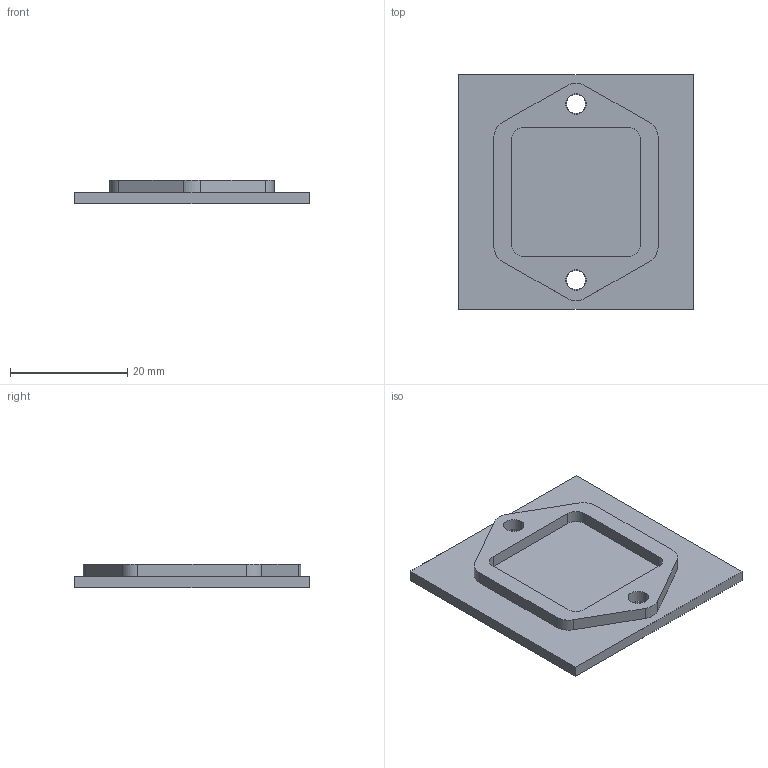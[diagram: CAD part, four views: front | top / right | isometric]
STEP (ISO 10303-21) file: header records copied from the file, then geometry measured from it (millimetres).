
FILE_DESCRIPTION(('CATIA V5 STEP Exchange','CAx-IF Rec.Pracs.--- Model Styling and Organization---1.4--- 2014-01-23'),'2;1');
FILE_NAME ('13303336_3_9457300000_9457300000.stp','2019-07-25T14:55:34+00:00',('none'),('Weidmueller'),'CATIA Version 5-6 Release 2016 SP3 HF44','CATIA V5 STEP AP214','none');
FILE_SCHEMA(('AUTOMOTIVE_DESIGN { 1 0 10303 214 1 1 1 1 }'));
Length unit declared in the file: millimetre
Products named in the file (1): 9457300000
Bounding box: 40 x 40 x 4 mm (x, y, z)
Volume: 3717.7 mm3; surface area: 4632.2 mm2
Topology: 2 solids, 2 shells, 36 faces, 96 edges, 64 vertices
Faces by surface type: plane 18, cylinder 18
Entity records: 1191 total; most frequent: CARTESIAN_POINT 197, ORIENTED_EDGE 192, DIRECTION 168, EDGE_CURVE 96, AXIS2_PLACEMENT_3D 73, VERTEX_POINT 64, VECTOR 60, LINE 60
